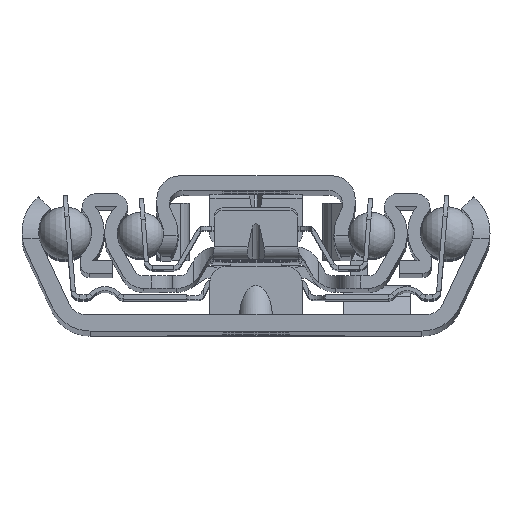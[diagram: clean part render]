
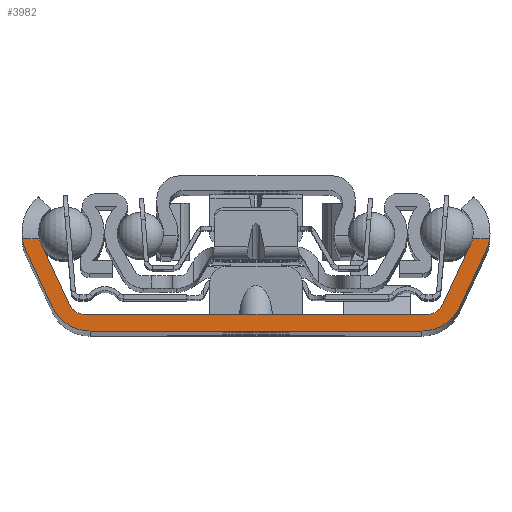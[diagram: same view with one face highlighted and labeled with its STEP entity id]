
A CAD part, top view. The second image highlights one B-rep face of the part: STEP entity #3982.
In plain terms, the highlighted planar face has unit normal (0, 0, 1).
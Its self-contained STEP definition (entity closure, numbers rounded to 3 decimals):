
#36=DIRECTION('',(1.,0.,0.));
#37=VECTOR('',#36,2.024);
#38=CARTESIAN_POINT('',(-27.841,11.,0.));
#39=LINE('',#38,#37);
#40=CARTESIAN_POINT('',(-22.41,11.8,0.));
#41=DIRECTION('',(0.,0.,-1.));
#42=DIRECTION('',(-0.906,-0.423,0.));
#43=AXIS2_PLACEMENT_3D('',#40,#41,#42);
#45=DIRECTION('',(-0.423,0.906,0.));
#46=VECTOR('',#45,7.907);
#47=CARTESIAN_POINT('',(-22.24,3.155,0.));
#48=LINE('',#47,#46);
#49=CARTESIAN_POINT('',(-20.428,4.,0.));
#50=DIRECTION('',(0.,0.,-1.));
#51=DIRECTION('',(0.,-1.,0.));
#52=AXIS2_PLACEMENT_3D('',#49,#50,#51);
#54=DIRECTION('',(-1.,0.,0.));
#55=VECTOR('',#54,40.856);
#56=CARTESIAN_POINT('',(20.428,2.,0.));
#57=LINE('',#56,#55);
#58=CARTESIAN_POINT('',(20.428,4.,0.));
#59=DIRECTION('',(0.,0.,-1.));
#60=DIRECTION('',(0.906,-0.423,0.));
#61=AXIS2_PLACEMENT_3D('',#58,#59,#60);
#63=DIRECTION('',(-0.423,-0.906,0.));
#64=VECTOR('',#63,7.907);
#65=CARTESIAN_POINT('',(25.582,10.321,0.));
#66=LINE('',#65,#64);
#67=CARTESIAN_POINT('',(22.41,11.8,0.));
#68=DIRECTION('',(0.,0.,-1.));
#69=DIRECTION('',(0.974,-0.229,0.));
#70=AXIS2_PLACEMENT_3D('',#67,#68,#69);
#72=DIRECTION('',(1.,0.,0.));
#73=VECTOR('',#72,2.024);
#74=CARTESIAN_POINT('',(25.817,11.,0.));
#75=LINE('',#74,#73);
#76=CARTESIAN_POINT('',(22.41,11.8,0.));
#77=DIRECTION('',(0.,0.,1.));
#78=DIRECTION('',(0.906,-0.423,0.));
#79=AXIS2_PLACEMENT_3D('',#76,#77,#78);
#81=DIRECTION('',(0.423,0.906,0.));
#82=VECTOR('',#81,7.274);
#83=CARTESIAN_POINT('',(24.311,2.887,0.));
#84=LINE('',#83,#82);
#85=CARTESIAN_POINT('',(19.78,5.,0.));
#86=DIRECTION('',(0.,0.,1.));
#87=DIRECTION('',(0.,-1.,0.));
#88=AXIS2_PLACEMENT_3D('',#85,#86,#87);
#90=DIRECTION('',(1.,0.,0.));
#91=VECTOR('',#90,39.56);
#92=CARTESIAN_POINT('',(-19.78,0.,0.));
#93=LINE('',#92,#91);
#94=CARTESIAN_POINT('',(-19.78,5.,0.));
#95=DIRECTION('',(0.,0.,1.));
#96=DIRECTION('',(-0.906,-0.423,0.));
#97=AXIS2_PLACEMENT_3D('',#94,#95,#96);
#99=DIRECTION('',(0.423,-0.906,0.));
#100=VECTOR('',#99,7.274);
#101=CARTESIAN_POINT('',(-27.386,9.48,0.));
#102=LINE('',#101,#100);
#103=CARTESIAN_POINT('',(-22.41,11.8,0.));
#104=DIRECTION('',(0.,0.,1.));
#105=DIRECTION('',(-0.989,-0.146,0.));
#106=AXIS2_PLACEMENT_3D('',#103,#104,#105);
#3334=CARTESIAN_POINT('',(-20.428,2.,0.));
#3335=CARTESIAN_POINT('',(-22.24,3.155,0.));
#3336=VERTEX_POINT('',#3334);
#3337=VERTEX_POINT('',#3335);
#3338=CARTESIAN_POINT('',(-25.582,10.321,0.));
#3339=VERTEX_POINT('',#3338);
#3340=CARTESIAN_POINT('',(-27.386,9.48,0.));
#3341=CARTESIAN_POINT('',(-24.311,2.887,0.));
#3342=VERTEX_POINT('',#3340);
#3343=VERTEX_POINT('',#3341);
#3344=CARTESIAN_POINT('',(-19.78,0.,0.));
#3345=VERTEX_POINT('',#3344);
#3346=CARTESIAN_POINT('',(19.78,0.,0.));
#3347=VERTEX_POINT('',#3346);
#3348=CARTESIAN_POINT('',(24.311,2.887,0.));
#3349=VERTEX_POINT('',#3348);
#3350=CARTESIAN_POINT('',(27.386,9.48,0.));
#3351=VERTEX_POINT('',#3350);
#3352=CARTESIAN_POINT('',(25.582,10.321,0.));
#3353=CARTESIAN_POINT('',(22.24,3.155,0.));
#3354=VERTEX_POINT('',#3352);
#3355=VERTEX_POINT('',#3353);
#3356=CARTESIAN_POINT('',(20.428,2.,0.));
#3357=VERTEX_POINT('',#3356);
#3566=CARTESIAN_POINT('',(-27.841,11.,0.));
#3567=CARTESIAN_POINT('',(-25.817,11.,0.));
#3568=VERTEX_POINT('',#3566);
#3569=VERTEX_POINT('',#3567);
#3570=CARTESIAN_POINT('',(25.817,11.,0.));
#3571=CARTESIAN_POINT('',(27.841,11.,0.));
#3572=VERTEX_POINT('',#3570);
#3573=VERTEX_POINT('',#3571);
#3943=CARTESIAN_POINT('',(0.,0.,0.));
#3944=DIRECTION('',(0.,0.,1.));
#3945=DIRECTION('',(1.,0.,0.));
#3946=AXIS2_PLACEMENT_3D('',#3943,#3944,#3945);
#3947=PLANE('',#3946);
#3949=ORIENTED_EDGE('',*,*,#3948,.T.);
#3951=ORIENTED_EDGE('',*,*,#3950,.F.);
#3953=ORIENTED_EDGE('',*,*,#3952,.F.);
#3955=ORIENTED_EDGE('',*,*,#3954,.F.);
#3957=ORIENTED_EDGE('',*,*,#3956,.F.);
#3959=ORIENTED_EDGE('',*,*,#3958,.F.);
#3961=ORIENTED_EDGE('',*,*,#3960,.F.);
#3963=ORIENTED_EDGE('',*,*,#3962,.F.);
#3965=ORIENTED_EDGE('',*,*,#3964,.T.);
#3967=ORIENTED_EDGE('',*,*,#3966,.F.);
#3969=ORIENTED_EDGE('',*,*,#3968,.F.);
#3971=ORIENTED_EDGE('',*,*,#3970,.F.);
#3973=ORIENTED_EDGE('',*,*,#3972,.F.);
#3975=ORIENTED_EDGE('',*,*,#3974,.F.);
#3977=ORIENTED_EDGE('',*,*,#3976,.F.);
#3979=ORIENTED_EDGE('',*,*,#3978,.F.);
#3980=EDGE_LOOP('',(#3949,#3951,#3953,#3955,#3957,#3959,#3961,#3963,#3965,#3967,
#3969,#3971,#3973,#3975,#3977,#3979));
#3981=FACE_OUTER_BOUND('',#3980,.F.);
#3982=ADVANCED_FACE('',(#3981),#3947,.T.);
#44=CIRCLE('',#43,3.5);
#53=CIRCLE('',#52,2.);
#62=CIRCLE('',#61,2.);
#71=CIRCLE('',#70,3.5);
#80=CIRCLE('',#79,5.49);
#89=CIRCLE('',#88,5.);
#98=CIRCLE('',#97,5.);
#107=CIRCLE('',#106,5.49);
#3948=EDGE_CURVE('',#3568,#3569,#39,.T.);
#3950=EDGE_CURVE('',#3339,#3569,#44,.T.);
#3952=EDGE_CURVE('',#3337,#3339,#48,.T.);
#3954=EDGE_CURVE('',#3336,#3337,#53,.T.);
#3956=EDGE_CURVE('',#3357,#3336,#57,.T.);
#3958=EDGE_CURVE('',#3355,#3357,#62,.T.);
#3960=EDGE_CURVE('',#3354,#3355,#66,.T.);
#3962=EDGE_CURVE('',#3572,#3354,#71,.T.);
#3964=EDGE_CURVE('',#3572,#3573,#75,.T.);
#3966=EDGE_CURVE('',#3351,#3573,#80,.T.);
#3968=EDGE_CURVE('',#3349,#3351,#84,.T.);
#3970=EDGE_CURVE('',#3347,#3349,#89,.T.);
#3972=EDGE_CURVE('',#3345,#3347,#93,.T.);
#3974=EDGE_CURVE('',#3343,#3345,#98,.T.);
#3976=EDGE_CURVE('',#3342,#3343,#102,.T.);
#3978=EDGE_CURVE('',#3568,#3342,#107,.T.);
